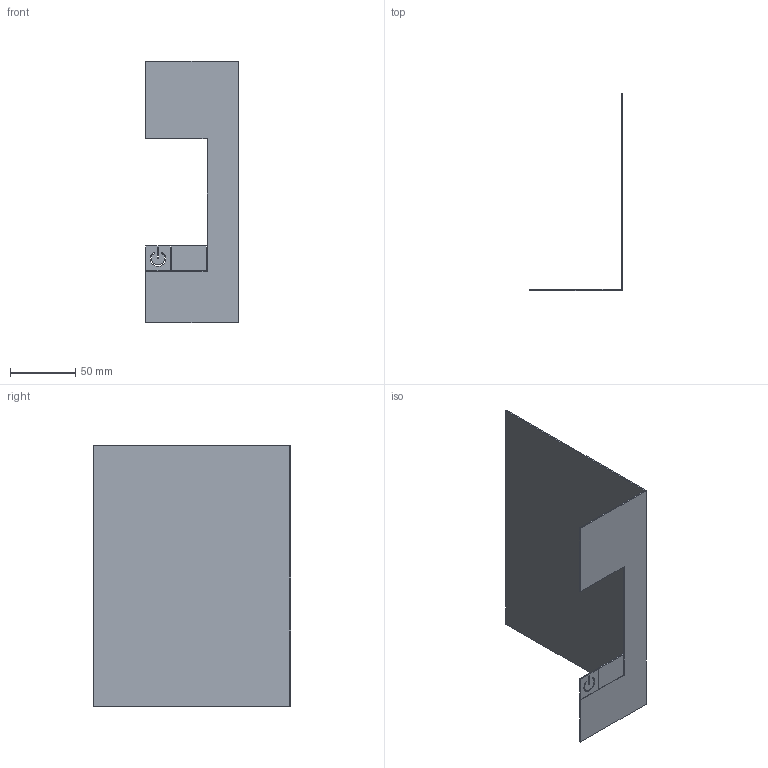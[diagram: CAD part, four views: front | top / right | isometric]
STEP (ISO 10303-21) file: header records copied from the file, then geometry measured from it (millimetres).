
FILE_DESCRIPTION(/* description */ (''),/* implementation_level */ '2;1');
FILE_NAME(/* name */ 'Home assistant box side.step',/* time_stamp */ '2026-01-14T12:07:35+01:00',/* author */ (''),/* organization */ (''),/* preprocessor_version */ 'ST-DEVELOPER v20.1',/* originating_system */ 'Autodesk Translation Framework v14.21.0.0',/* authorisation */ '');
FILE_SCHEMA (('AUTOMOTIVE_DESIGN { 1 0 10303 214 3 1 1 }'));
Length unit declared in the file: millimetre
Products named in the file (4): Home assistant box; Cover droite acier; bouton start; bouton solide
Assembly tree (3 placements, depth 3):
  Home assistant box
    Cover droite acier
      bouton start
      bouton solide
Bounding box: 71 x 151 x 200 mm (x, y, z)
Volume: 40263.1 mm3; surface area: 81705 mm2
Topology: 3 solids, 3 shells, 40 faces, 102 edges, 68 vertices
Faces by surface type: plane 30, cylinder 10
Entity records: 1372 total; most frequent: DIRECTION 218, CARTESIAN_POINT 218, ORIENTED_EDGE 204, EDGE_CURVE 102, LINE 82, VECTOR 82, VERTEX_POINT 68, AXIS2_PLACEMENT_3D 68
